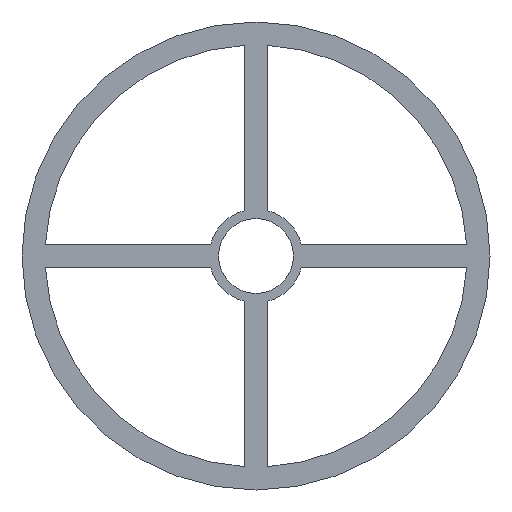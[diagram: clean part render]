
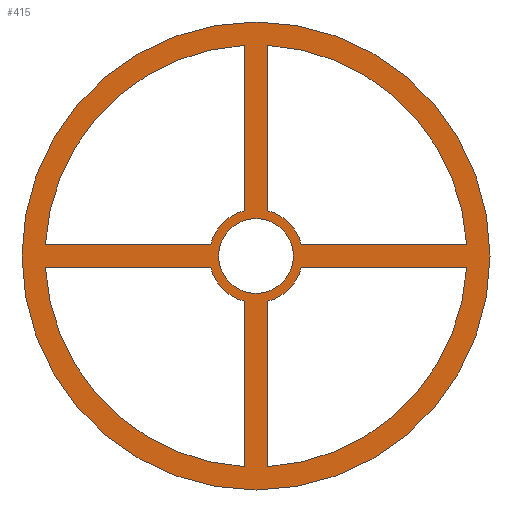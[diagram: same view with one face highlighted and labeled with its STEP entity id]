
A CAD part, front view. The second image highlights one B-rep face of the part: STEP entity #415.
In plain terms, the highlighted planar face has unit normal (0, -1, 0).
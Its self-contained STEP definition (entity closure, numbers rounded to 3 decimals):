
#20=FACE_BOUND('',#80,.T.);
#21=FACE_BOUND('',#81,.T.);
#22=FACE_BOUND('',#82,.T.);
#23=FACE_BOUND('',#83,.T.);
#24=FACE_BOUND('',#84,.T.);
#34=PLANE('',#478);
#54=FACE_OUTER_BOUND('',#79,.T.);
#79=EDGE_LOOP('',(#366,#367));
#80=EDGE_LOOP('',(#368,#369));
#81=EDGE_LOOP('',(#370,#371,#372,#373));
#82=EDGE_LOOP('',(#374,#375,#376,#377));
#83=EDGE_LOOP('',(#378,#379,#380,#381));
#84=EDGE_LOOP('',(#382,#383,#384,#385));
#86=LINE('',#613,#120);
#91=LINE('',#627,#125);
#96=LINE('',#645,#130);
#100=LINE('',#656,#134);
#102=LINE('',#661,#136);
#107=LINE('',#675,#141);
#110=LINE('',#685,#144);
#115=LINE('',#699,#149);
#120=VECTOR('',#492,10.);
#125=VECTOR('',#505,10.);
#130=VECTOR('',#524,10.);
#134=VECTOR('',#536,10.);
#136=VECTOR('',#540,10.);
#141=VECTOR('',#553,10.);
#144=VECTOR('',#564,10.);
#149=VECTOR('',#577,10.);
#153=CIRCLE('',#437,8.);
#154=CIRCLE('',#438,8.);
#156=CIRCLE('',#442,10.);
#158=CIRCLE('',#446,45.069);
#160=CIRCLE('',#449,45.069);
#162=CIRCLE('',#453,10.);
#164=CIRCLE('',#458,10.);
#166=CIRCLE('',#462,45.069);
#168=CIRCLE('',#466,10.);
#170=CIRCLE('',#470,45.069);
#174=CIRCLE('',#475,50.);
#175=CIRCLE('',#476,50.);
#176=VERTEX_POINT('',#603);
#177=VERTEX_POINT('',#604);
#179=VERTEX_POINT('',#611);
#180=VERTEX_POINT('',#612);
#183=VERTEX_POINT('',#620);
#185=VERTEX_POINT('',#626);
#187=VERTEX_POINT('',#635);
#188=VERTEX_POINT('',#636);
#191=VERTEX_POINT('',#644);
#193=VERTEX_POINT('',#650);
#195=VERTEX_POINT('',#659);
#196=VERTEX_POINT('',#660);
#199=VERTEX_POINT('',#668);
#201=VERTEX_POINT('',#674);
#203=VERTEX_POINT('',#683);
#204=VERTEX_POINT('',#684);
#207=VERTEX_POINT('',#692);
#209=VERTEX_POINT('',#698);
#213=VERTEX_POINT('',#711);
#214=VERTEX_POINT('',#713);
#215=EDGE_CURVE('',#176,#177,#153,.T.);
#216=EDGE_CURVE('',#177,#176,#154,.T.);
#219=EDGE_CURVE('',#179,#180,#86,.T.);
#223=EDGE_CURVE('',#183,#179,#156,.T.);
#226=EDGE_CURVE('',#185,#183,#91,.T.);
#229=EDGE_CURVE('',#180,#185,#158,.T.);
#231=EDGE_CURVE('',#187,#188,#160,.T.);
#235=EDGE_CURVE('',#191,#187,#96,.T.);
#238=EDGE_CURVE('',#193,#191,#162,.T.);
#241=EDGE_CURVE('',#188,#193,#100,.T.);
#243=EDGE_CURVE('',#195,#196,#102,.T.);
#247=EDGE_CURVE('',#199,#195,#164,.T.);
#250=EDGE_CURVE('',#201,#199,#107,.T.);
#253=EDGE_CURVE('',#196,#201,#166,.T.);
#255=EDGE_CURVE('',#203,#204,#110,.T.);
#259=EDGE_CURVE('',#207,#203,#168,.T.);
#262=EDGE_CURVE('',#209,#207,#115,.T.);
#265=EDGE_CURVE('',#204,#209,#170,.T.);
#270=EDGE_CURVE('',#213,#214,#174,.T.);
#271=EDGE_CURVE('',#214,#213,#175,.T.);
#366=ORIENTED_EDGE('',*,*,#271,.F.);
#367=ORIENTED_EDGE('',*,*,#270,.F.);
#368=ORIENTED_EDGE('',*,*,#215,.T.);
#369=ORIENTED_EDGE('',*,*,#216,.T.);
#370=ORIENTED_EDGE('',*,*,#265,.F.);
#371=ORIENTED_EDGE('',*,*,#255,.F.);
#372=ORIENTED_EDGE('',*,*,#259,.F.);
#373=ORIENTED_EDGE('',*,*,#262,.F.);
#374=ORIENTED_EDGE('',*,*,#253,.F.);
#375=ORIENTED_EDGE('',*,*,#243,.F.);
#376=ORIENTED_EDGE('',*,*,#247,.F.);
#377=ORIENTED_EDGE('',*,*,#250,.F.);
#378=ORIENTED_EDGE('',*,*,#241,.F.);
#379=ORIENTED_EDGE('',*,*,#231,.F.);
#380=ORIENTED_EDGE('',*,*,#235,.F.);
#381=ORIENTED_EDGE('',*,*,#238,.F.);
#382=ORIENTED_EDGE('',*,*,#229,.F.);
#383=ORIENTED_EDGE('',*,*,#219,.F.);
#384=ORIENTED_EDGE('',*,*,#223,.F.);
#385=ORIENTED_EDGE('',*,*,#226,.F.);
#415=ADVANCED_FACE('',(#54,#20,#21,#22,#23,#24),#34,.F.);
#437=AXIS2_PLACEMENT_3D('',#605,#483,#484);
#438=AXIS2_PLACEMENT_3D('',#606,#485,#486);
#442=AXIS2_PLACEMENT_3D('',#621,#498,#499);
#446=AXIS2_PLACEMENT_3D('',#632,#510,#511);
#449=AXIS2_PLACEMENT_3D('',#637,#516,#517);
#453=AXIS2_PLACEMENT_3D('',#651,#529,#530);
#458=AXIS2_PLACEMENT_3D('',#669,#546,#547);
#462=AXIS2_PLACEMENT_3D('',#680,#558,#559);
#466=AXIS2_PLACEMENT_3D('',#693,#570,#571);
#470=AXIS2_PLACEMENT_3D('',#704,#582,#583);
#475=AXIS2_PLACEMENT_3D('',#714,#593,#594);
#476=AXIS2_PLACEMENT_3D('',#715,#595,#596);
#478=AXIS2_PLACEMENT_3D('',#717,#599,#600);
#483=DIRECTION('center_axis',(0.,1.,0.));
#484=DIRECTION('ref_axis',(1.,0.,0.));
#485=DIRECTION('center_axis',(0.,1.,0.));
#486=DIRECTION('ref_axis',(1.,0.,0.));
#492=DIRECTION('',(-1.,0.,0.));
#498=DIRECTION('center_axis',(0.,1.,0.));
#499=DIRECTION('ref_axis',(-0.25,0.,-0.968));
#505=DIRECTION('',(0.,0.,1.));
#510=DIRECTION('center_axis',(0.,-1.,0.));
#511=DIRECTION('ref_axis',(0.055,0.,0.998));
#516=DIRECTION('center_axis',(0.,-1.,0.));
#517=DIRECTION('ref_axis',(0.998,0.,-0.055));
#524=DIRECTION('',(0.,0.,1.));
#529=DIRECTION('center_axis',(0.,1.,0.));
#530=DIRECTION('ref_axis',(-0.968,0.,0.25));
#536=DIRECTION('',(1.,0.,0.));
#540=DIRECTION('',(0.,0.,-1.));
#546=DIRECTION('center_axis',(0.,1.,0.));
#547=DIRECTION('ref_axis',(0.968,0.,-0.25));
#553=DIRECTION('',(-1.,0.,0.));
#558=DIRECTION('center_axis',(0.,-1.,0.));
#559=DIRECTION('ref_axis',(-0.998,0.,0.055));
#564=DIRECTION('',(1.,0.,0.));
#570=DIRECTION('center_axis',(0.,1.,0.));
#571=DIRECTION('ref_axis',(0.25,0.,0.968));
#577=DIRECTION('',(0.,0.,-1.));
#582=DIRECTION('center_axis',(0.,-1.,0.));
#583=DIRECTION('ref_axis',(-0.055,0.,-0.998));
#593=DIRECTION('center_axis',(0.,1.,0.));
#594=DIRECTION('ref_axis',(-1.,0.,0.));
#595=DIRECTION('center_axis',(0.,1.,0.));
#596=DIRECTION('ref_axis',(-1.,0.,0.));
#599=DIRECTION('center_axis',(0.,1.,0.));
#600=DIRECTION('ref_axis',(0.,0.,1.));
#603=CARTESIAN_POINT('',(8.,0.,0.));
#604=CARTESIAN_POINT('',(-8.,0.,0.));
#605=CARTESIAN_POINT('Origin',(0.,0.,0.));
#606=CARTESIAN_POINT('Origin',(0.,0.,0.));
#611=CARTESIAN_POINT('',(-9.682,0.,-2.5));
#612=CARTESIAN_POINT('',(-45.,0.,-2.5));
#613=CARTESIAN_POINT('',(-9.682,0.,-2.5));
#620=CARTESIAN_POINT('',(-2.5,0.,-9.682));
#621=CARTESIAN_POINT('Origin',(0.,0.,0.));
#626=CARTESIAN_POINT('',(-2.5,0.,-45.));
#627=CARTESIAN_POINT('',(-2.5,0.,-45.));
#632=CARTESIAN_POINT('Origin',(0.,0.,0.));
#635=CARTESIAN_POINT('',(-2.5,0.,45.));
#636=CARTESIAN_POINT('',(-45.,0.,2.5));
#637=CARTESIAN_POINT('Origin',(0.,0.,0.));
#644=CARTESIAN_POINT('',(-2.5,0.,9.682));
#645=CARTESIAN_POINT('',(-2.5,0.,9.682));
#650=CARTESIAN_POINT('',(-9.682,0.,2.5));
#651=CARTESIAN_POINT('Origin',(0.,0.,0.));
#656=CARTESIAN_POINT('',(-45.,0.,2.5));
#659=CARTESIAN_POINT('',(2.5,0.,-9.682));
#660=CARTESIAN_POINT('',(2.5,0.,-45.));
#661=CARTESIAN_POINT('',(2.5,0.,-9.682));
#668=CARTESIAN_POINT('',(9.682,0.,-2.5));
#669=CARTESIAN_POINT('Origin',(0.,0.,0.));
#674=CARTESIAN_POINT('',(45.,0.,-2.5));
#675=CARTESIAN_POINT('',(45.,0.,-2.5));
#680=CARTESIAN_POINT('Origin',(0.,0.,0.));
#683=CARTESIAN_POINT('',(9.682,0.,2.5));
#684=CARTESIAN_POINT('',(45.,0.,2.5));
#685=CARTESIAN_POINT('',(9.682,0.,2.5));
#692=CARTESIAN_POINT('',(2.5,0.,9.682));
#693=CARTESIAN_POINT('Origin',(0.,0.,0.));
#698=CARTESIAN_POINT('',(2.5,0.,45.));
#699=CARTESIAN_POINT('',(2.5,0.,45.));
#704=CARTESIAN_POINT('Origin',(0.,0.,0.));
#711=CARTESIAN_POINT('',(50.,0.,0.));
#713=CARTESIAN_POINT('',(-50.,0.,0.));
#714=CARTESIAN_POINT('Origin',(0.,0.,0.));
#715=CARTESIAN_POINT('Origin',(0.,0.,0.));
#717=CARTESIAN_POINT('Origin',(0.,0.,0.));
